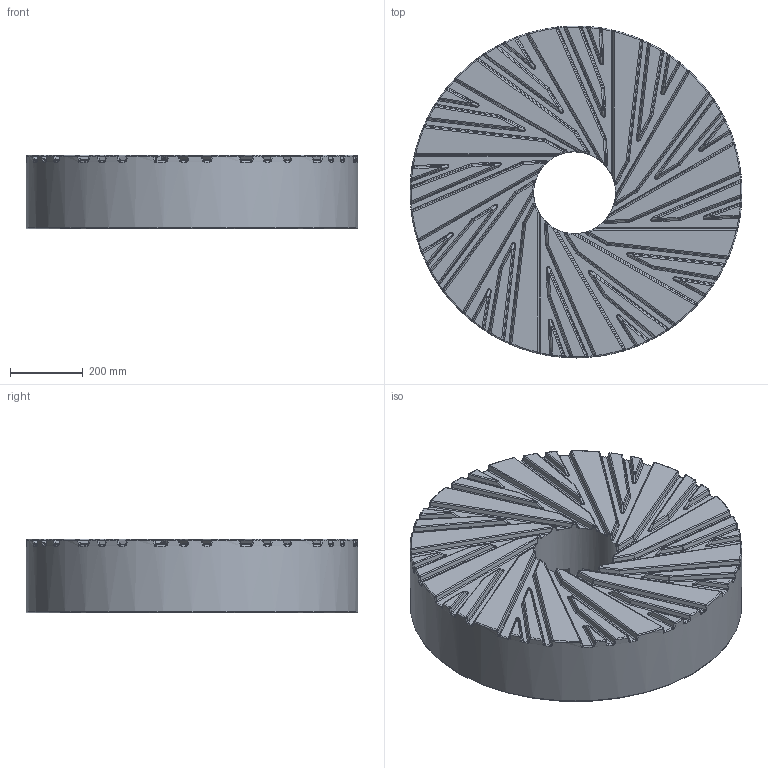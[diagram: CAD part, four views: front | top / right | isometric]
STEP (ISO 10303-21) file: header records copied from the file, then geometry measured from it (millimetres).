
FILE_DESCRIPTION(/* description */ (''),/* implementation_level */ '2;1');
FILE_NAME(/* name */ 'Millstone_00.stp',/* time_stamp */ '2020-06-13T19:41:23-07:00',/* author */ ('warre'),/* organization */ (''),/* preprocessor_version */ 'ST-DEVELOPER v18.1',/* originating_system */ 'Autodesk Inventor 2021',/* authorisation */ '');
FILE_SCHEMA (('AUTOMOTIVE_DESIGN { 1 0 10303 214 3 1 1 }'));
Length unit declared in the file: inch
Products named in the file (1): Millstone_00
Bounding box: 914.4 x 914.4 x 203.2 mm (x, y, z)
Volume: 119792014.3 mm3; surface area: 2164239.7 mm2
Topology: 1 solids, 1 shells, 900 faces, 1989 edges, 1078 vertices
Faces by surface type: cylinder 254, bspline 252, plane 161, sphere 144, torus 89
Full cylindrical faces by diameter (mm): 225.425 x1, 914.4 x1
Entity records: 31102 total; most frequent: CARTESIAN_POINT 11869, DIRECTION 4222, ORIENTED_EDGE 3954, EDGE_CURVE 1977, AXIS2_PLACEMENT_3D 1844, VERTEX_POINT 1078, CIRCLE 907, EDGE_LOOP 901
